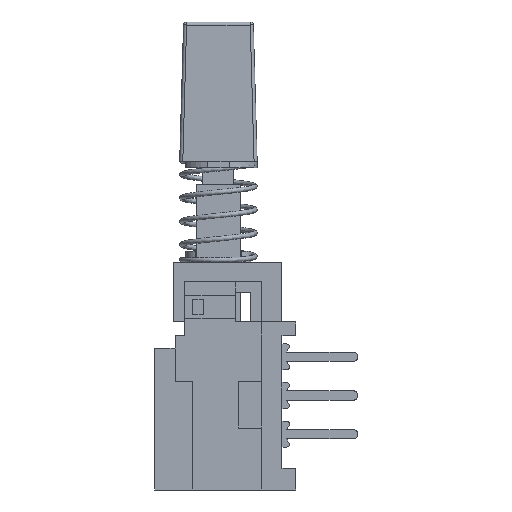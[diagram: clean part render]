
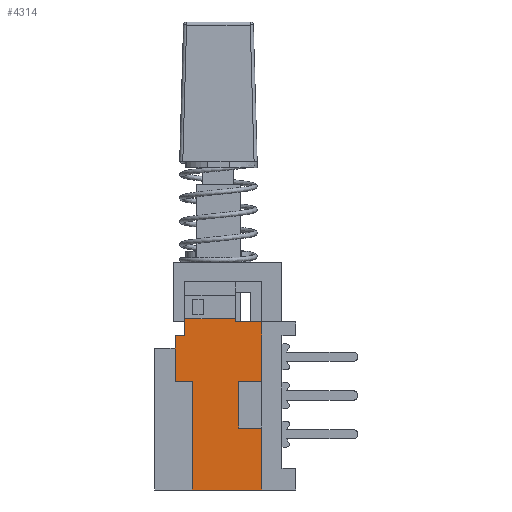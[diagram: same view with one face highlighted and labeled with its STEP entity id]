
A CAD part, left-side view. The second image highlights one B-rep face of the part: STEP entity #4314.
In plain terms, the highlighted planar face has unit normal (-1, 0, 0).
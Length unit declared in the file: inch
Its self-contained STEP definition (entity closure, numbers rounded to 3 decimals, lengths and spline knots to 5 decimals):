
#4129=CARTESIAN_POINT('',(-0.1437,0.11024,-0.17323));
#4130=VERTEX_POINT('',#4129);
#4139=CARTESIAN_POINT('',(-0.1437,0.08547,-0.17323));
#4140=VERTEX_POINT('',#4139);
#4141=CARTESIAN_POINT('',(-0.1437,0.08547,-0.17323));
#4142=DIRECTION('',(0.0,1.0,0.0));
#4143=VECTOR('',#4142,0.02476);
#4144=LINE('',#4141,#4143);
#4145=EDGE_CURVE('',#4140,#4130,#4144,.T.);
#4204=CARTESIAN_POINT('',(-0.1437,-0.12126,-0.58671));
#4205=DIRECTION('',(-1.0,0.0,0.0));
#4206=DIRECTION('',(0.0,0.0,1.0));
#4207=AXIS2_PLACEMENT_3D('',#4204,#4205,#4206);
#4208=PLANE('',#4207);
#4209=CARTESIAN_POINT('',(-0.1437,0.08547,-0.12992));
#4210=VERTEX_POINT('',#4209);
#4211=CARTESIAN_POINT('',(-0.1437,0.08547,-0.12992));
#4212=DIRECTION('',(0.0,0.0,-1.0));
#4213=VECTOR('',#4212,0.04331);
#4214=LINE('',#4211,#4213);
#4215=EDGE_CURVE('',#4210,#4140,#4214,.T.);
#4216=ORIENTED_EDGE('',*,*,#4215,.T.);
#4217=ORIENTED_EDGE('',*,*,#4145,.T.);
#4218=CARTESIAN_POINT('',(-0.1437,0.11024,-0.28937));
#4219=VERTEX_POINT('',#4218);
#4220=CARTESIAN_POINT('',(-0.1437,0.11024,-0.17323));
#4221=DIRECTION('',(0.0,0.0,-1.0));
#4222=VECTOR('',#4221,0.11614);
#4223=LINE('',#4220,#4222);
#4224=EDGE_CURVE('',#4130,#4219,#4223,.T.);
#4225=ORIENTED_EDGE('',*,*,#4224,.T.);
#4226=CARTESIAN_POINT('',(-0.1437,0.06693,-0.28937));
#4227=VERTEX_POINT('',#4226);
#4228=CARTESIAN_POINT('',(-0.1437,0.06693,-0.28937));
#4229=DIRECTION('',(0.0,1.0,0.0));
#4230=VECTOR('',#4229,0.04331);
#4231=LINE('',#4228,#4230);
#4232=EDGE_CURVE('',#4227,#4219,#4231,.T.);
#4233=ORIENTED_EDGE('',*,*,#4232,.F.);
#4234=CARTESIAN_POINT('',(-0.1437,0.06693,-0.56496));
#4235=VERTEX_POINT('',#4234);
#4236=CARTESIAN_POINT('',(-0.1437,0.06693,-0.28937));
#4237=DIRECTION('',(0.0,0.0,-1.0));
#4238=VECTOR('',#4237,0.27559);
#4239=LINE('',#4236,#4238);
#4240=EDGE_CURVE('',#4227,#4235,#4239,.T.);
#4241=ORIENTED_EDGE('',*,*,#4240,.T.);
#4242=CARTESIAN_POINT('',(-0.1437,-0.11024,-0.56496));
#4243=VERTEX_POINT('',#4242);
#4244=CARTESIAN_POINT('',(-0.1437,-0.11024,-0.56496));
#4245=DIRECTION('',(0.0,1.0,0.0));
#4246=VECTOR('',#4245,0.17717);
#4247=LINE('',#4244,#4246);
#4248=EDGE_CURVE('',#4243,#4235,#4247,.T.);
#4249=ORIENTED_EDGE('',*,*,#4248,.F.);
#4250=CARTESIAN_POINT('',(-0.1437,-0.11024,-0.40748));
#4251=VERTEX_POINT('',#4250);
#4252=CARTESIAN_POINT('',(-0.1437,-0.11024,-0.56496));
#4253=DIRECTION('',(0.0,0.0,1.0));
#4254=VECTOR('',#4253,0.15748);
#4255=LINE('',#4252,#4254);
#4256=EDGE_CURVE('',#4243,#4251,#4255,.T.);
#4257=ORIENTED_EDGE('',*,*,#4256,.T.);
#4258=CARTESIAN_POINT('',(-0.1437,-0.05118,-0.40748));
#4259=VERTEX_POINT('',#4258);
#4260=CARTESIAN_POINT('',(-0.1437,-0.11024,-0.40748));
#4261=DIRECTION('',(0.0,1.0,0.0));
#4262=VECTOR('',#4261,0.05906);
#4263=LINE('',#4260,#4262);
#4264=EDGE_CURVE('',#4251,#4259,#4263,.T.);
#4265=ORIENTED_EDGE('',*,*,#4264,.T.);
#4266=CARTESIAN_POINT('',(-0.1437,-0.05118,-0.28937));
#4267=VERTEX_POINT('',#4266);
#4268=CARTESIAN_POINT('',(-0.1437,-0.05118,-0.40748));
#4269=DIRECTION('',(0.0,0.0,1.0));
#4270=VECTOR('',#4269,0.11811);
#4271=LINE('',#4268,#4270);
#4272=EDGE_CURVE('',#4259,#4267,#4271,.T.);
#4273=ORIENTED_EDGE('',*,*,#4272,.T.);
#4274=CARTESIAN_POINT('',(-0.1437,-0.11024,-0.28937));
#4275=VERTEX_POINT('',#4274);
#4276=CARTESIAN_POINT('',(-0.1437,-0.05118,-0.28937));
#4277=DIRECTION('',(0.0,-1.0,0.0));
#4278=VECTOR('',#4277,0.05906);
#4279=LINE('',#4276,#4278);
#4280=EDGE_CURVE('',#4267,#4275,#4279,.T.);
#4281=ORIENTED_EDGE('',*,*,#4280,.T.);
#4282=CARTESIAN_POINT('',(-0.1437,-0.11024,-0.1378));
#4283=VERTEX_POINT('',#4282);
#4284=CARTESIAN_POINT('',(-0.1437,-0.11024,-0.28937));
#4285=DIRECTION('',(0.0,0.0,1.0));
#4286=VECTOR('',#4285,0.15157);
#4287=LINE('',#4284,#4286);
#4288=EDGE_CURVE('',#4275,#4283,#4287,.T.);
#4289=ORIENTED_EDGE('',*,*,#4288,.T.);
#4290=CARTESIAN_POINT('',(-0.1437,-0.04331,-0.1378));
#4291=VERTEX_POINT('',#4290);
#4292=CARTESIAN_POINT('',(-0.1437,-0.11024,-0.1378));
#4293=DIRECTION('',(0.0,1.0,0.0));
#4294=VECTOR('',#4293,0.06693);
#4295=LINE('',#4292,#4294);
#4296=EDGE_CURVE('',#4283,#4291,#4295,.T.);
#4297=ORIENTED_EDGE('',*,*,#4296,.T.);
#4298=CARTESIAN_POINT('',(-0.1437,-0.04331,-0.12992));
#4299=VERTEX_POINT('',#4298);
#4300=CARTESIAN_POINT('',(-0.1437,-0.04331,-0.1378));
#4301=DIRECTION('',(0.0,0.0,1.0));
#4302=VECTOR('',#4301,0.00787);
#4303=LINE('',#4300,#4302);
#4304=EDGE_CURVE('',#4291,#4299,#4303,.T.);
#4305=ORIENTED_EDGE('',*,*,#4304,.T.);
#4306=CARTESIAN_POINT('',(-0.1437,-0.04331,-0.12992));
#4307=DIRECTION('',(0.0,1.0,0.0));
#4308=VECTOR('',#4307,0.12878);
#4309=LINE('',#4306,#4308);
#4310=EDGE_CURVE('',#4299,#4210,#4309,.T.);
#4311=ORIENTED_EDGE('',*,*,#4310,.T.);
#4312=EDGE_LOOP('',(#4216,#4217,#4225,#4233,#4241,#4249,#4257,#4265,#4273,#4281,#4289,#4297,#4305,#4311));
#4313=FACE_OUTER_BOUND('',#4312,.T.);
#4314=ADVANCED_FACE('',(#4313),#4208,.T.);
